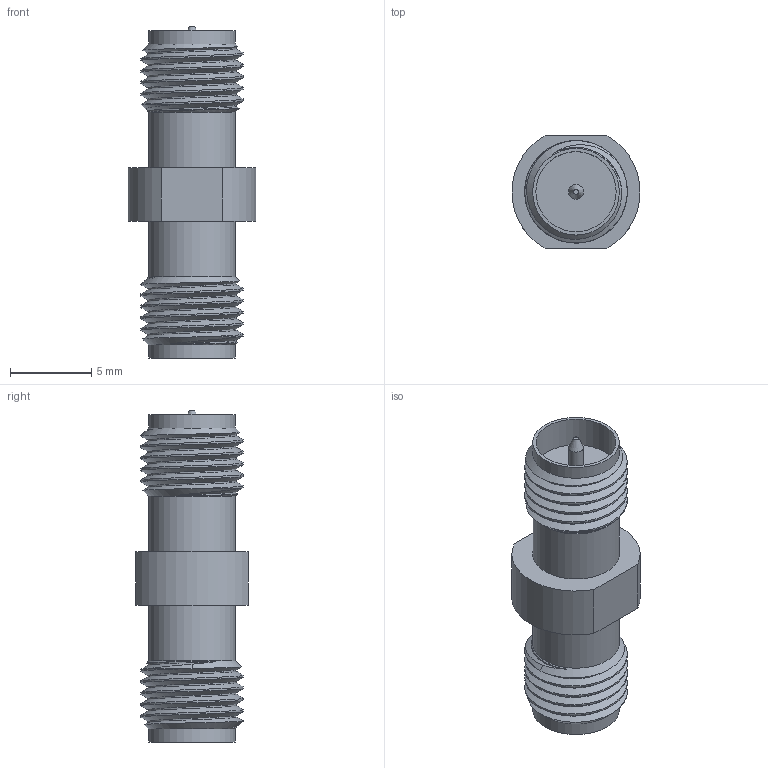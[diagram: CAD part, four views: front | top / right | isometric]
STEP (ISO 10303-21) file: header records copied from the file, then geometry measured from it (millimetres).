
FILE_DESCRIPTION(/* description */ ('Unknown'),/* implementation_level */ '2;1');
FILE_NAME(/* name */ '64430103111000',/* time_stamp */ '2018-01-12T11:55:17+01:00',/* author */ ('Unknown'),/* organization */ ('Unknown'),/* preprocessor_version */ 'ST-DEVELOPER v16.7',/* originating_system */ 'DEX',/* authorisation */ $);
FILE_SCHEMA (('AUTOMOTIVE_DESIGN {1 0 10303 214 3 1 1}'));
Length unit declared in the file: millimetre
Products named in the file (1): 64430103111000
Bounding box: 7.89 x 6.94 x 20.48 mm (x, y, z)
Volume: 498.2 mm3; surface area: 647 mm2
Topology: 1 solids, 1 shells, 44 faces, 109 edges, 73 vertices
Faces by surface type: plane 16, cylinder 16, cone 8, bspline 4
Full cylindrical faces by diameter (mm): 0.92 x1, 1.27 x1, 4.95 x2, 5.35 x4
Entity records: 2856 total; most frequent: CARTESIAN_POINT 1650, DIRECTION 188, ORIENTED_EDGE 164, AXIS2_PLACEMENT_3D 86, EDGE_CURVE 82, EDGE_LOOP 62, FACE_BOUND 62, VERTEX_POINT 60
